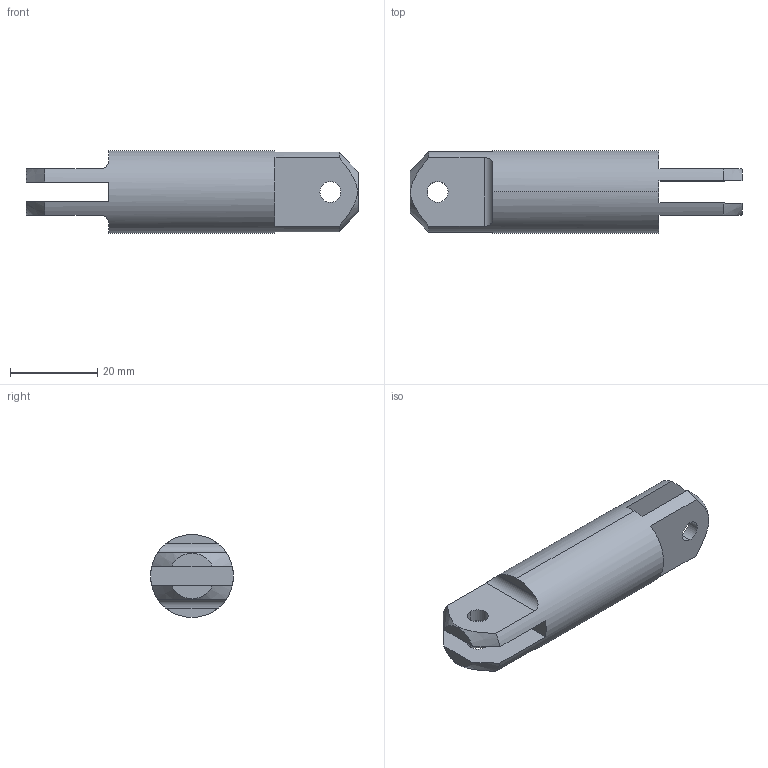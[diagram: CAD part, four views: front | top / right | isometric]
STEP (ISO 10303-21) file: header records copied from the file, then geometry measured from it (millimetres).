
FILE_DESCRIPTION((''),'2;1');
FILE_NAME('SHAFT_CROSSHEAD_2_ASS_Y_SLDPR__','2016-12-07T',('cxl300'),(''),'PRO/ENGINEER BY PARAMETRIC TECHNOLOGY CORPORATION, 2013230','PRO/ENGINEER BY PARAMETRIC TECHNOLOGY CORPORATION, 2013230','');
FILE_SCHEMA(('CONFIG_CONTROL_DESIGN','GEOMETRIC_VALIDATION_PROPERTIES_MIM'));
Length unit declared in the file: millimetre
Products named in the file (1): SHAFT_CROSSHEAD_2_ASS_Y_SLDPR__
Bounding box: 76.2 x 19.02 x 19.02 mm (x, y, z)
Volume: 14235.8 mm3; surface area: 5703.8 mm2
Topology: 1 solids, 1 shells, 34 faces, 100 edges, 68 vertices
Faces by surface type: plane 18, cylinder 12, cone 4
Entity records: 1438 total; most frequent: CARTESIAN_POINT 417, ORIENTED_EDGE 200, DIRECTION 192, EDGE_CURVE 100, AXIS2_PLACEMENT_3D 76, VERTEX_POINT 68, EDGE_LOOP 42, CIRCLE 42
